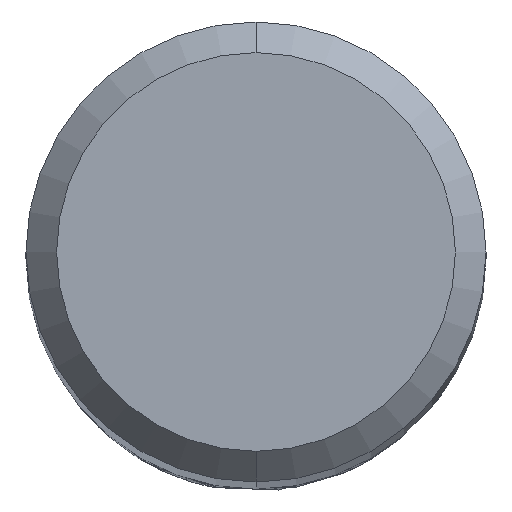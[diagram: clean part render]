
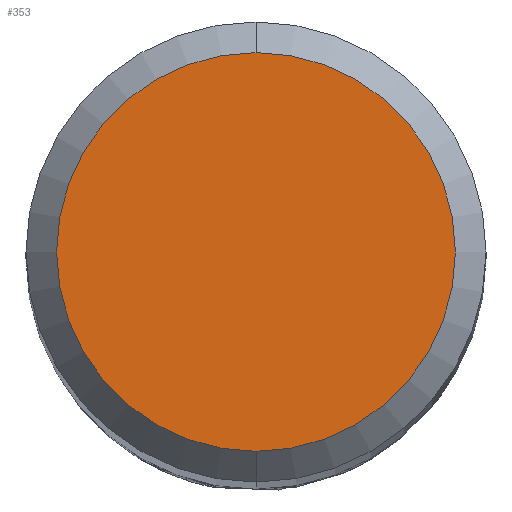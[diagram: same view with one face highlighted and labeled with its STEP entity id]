
A CAD part, top view. The second image highlights one B-rep face of the part: STEP entity #353.
In plain terms, the highlighted planar face has unit normal (0, 0, 1).
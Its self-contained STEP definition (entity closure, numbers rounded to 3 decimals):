
#353=ADVANCED_FACE('',(#989),#990,.T.);
#509=EDGE_CURVE('',#713,#563,#1161,.T.);
#563=VERTEX_POINT('',#1219);
#713=VERTEX_POINT('',#1385);
#861=EDGE_CURVE('',#563,#713,#1546,.T.);
#989=FACE_OUTER_BOUND('',#1681,.T.);
#990=PLANE('',#1682);
#1161=CIRCLE('',#3329,2.6);
#1219=CARTESIAN_POINT('',(0.,-2.6,0.0));
#1385=CARTESIAN_POINT('',(0.0,2.6,0.0));
#1546=CIRCLE('',#7529,2.6);
#1681=EDGE_LOOP('',(#8058,#8059));
#1682=AXIS2_PLACEMENT_3D('',#8060,#8061,#8062);
#3329=AXIS2_PLACEMENT_3D('',#8235,#8236,#8237);
#7529=AXIS2_PLACEMENT_3D('',#8630,#8631,#8632);
#8058=ORIENTED_EDGE('',*,*,#509,.F.);
#8059=ORIENTED_EDGE('',*,*,#861,.F.);
#8060=CARTESIAN_POINT('',(0.0,1.3,0.0));
#8061=DIRECTION('',(-0.0,0.0,1.0));
#8062=DIRECTION('',(0.0,-1.0,0.0));
#8235=CARTESIAN_POINT('',(0.0,0.0,0.0));
#8236=DIRECTION('',(0.0,0.0,-1.0));
#8237=DIRECTION('',(0.0,1.0,0.0));
#8630=CARTESIAN_POINT('',(0.0,0.0,0.0));
#8631=DIRECTION('',(0.0,0.0,-1.0));
#8632=DIRECTION('',(0.0,1.0,0.0));
